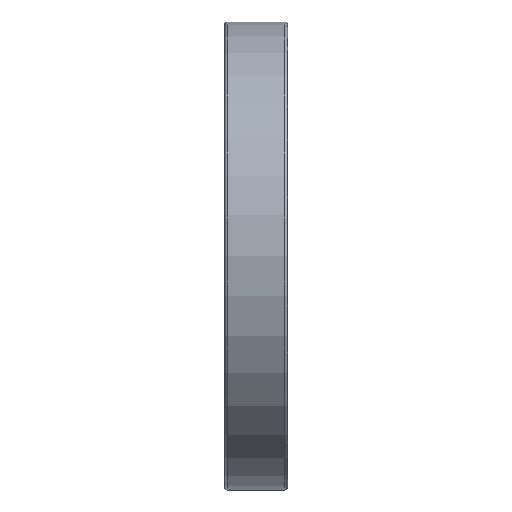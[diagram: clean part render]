
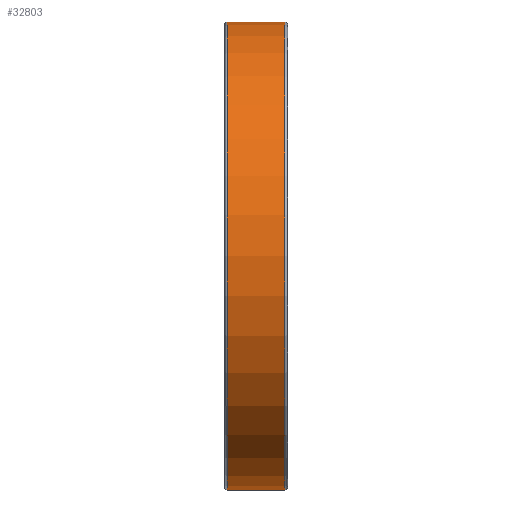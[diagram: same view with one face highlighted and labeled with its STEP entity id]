
A CAD part, top view. The second image highlights one B-rep face of the part: STEP entity #32803.
In plain terms, the highlighted cylindrical face has radius 26 mm (diameter 52 mm), a partial arc.
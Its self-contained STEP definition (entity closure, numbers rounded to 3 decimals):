
#21254=DIRECTION('',(-1.,0.,0.));
#21255=VECTOR('',#21254,6.4);
#21256=CARTESIAN_POINT('',(3.2,26.,0.));
#21257=LINE('',#21256,#21255);
#21261=DIRECTION('',(-1.,0.,0.));
#21262=VECTOR('',#21261,6.4);
#21263=CARTESIAN_POINT('',(3.2,-26.,0.));
#21264=LINE('',#21263,#21262);
#21276=CARTESIAN_POINT('',(3.2,0.,0.));
#21277=DIRECTION('',(1.,0.,0.));
#21278=DIRECTION('',(0.,1.,0.));
#21279=AXIS2_PLACEMENT_3D('',#21276,#21277,#21278);
#21284=CARTESIAN_POINT('',(-3.2,0.,0.));
#21285=DIRECTION('',(1.,0.,0.));
#21286=DIRECTION('',(0.,1.,0.));
#21287=AXIS2_PLACEMENT_3D('',#21284,#21285,#21286);
#29275=CARTESIAN_POINT('',(3.2,26.,0.));
#29276=CARTESIAN_POINT('',(-3.2,26.,0.));
#29277=VERTEX_POINT('',#29275);
#29278=VERTEX_POINT('',#29276);
#29287=CARTESIAN_POINT('',(3.2,-26.,0.));
#29288=CARTESIAN_POINT('',(-3.2,-26.,0.));
#29289=VERTEX_POINT('',#29287);
#29290=VERTEX_POINT('',#29288);
#32791=CARTESIAN_POINT('',(-3.85,0.,0.));
#32792=DIRECTION('',(1.,0.,0.));
#32793=DIRECTION('',(0.,-1.,0.));
#32794=AXIS2_PLACEMENT_3D('',#32791,#32792,#32793);
#32795=CYLINDRICAL_SURFACE('',#32794,26.);
#32796=ORIENTED_EDGE('',*,*,#32781,.F.);
#32797=ORIENTED_EDGE('',*,*,#32758,.T.);
#32798=ORIENTED_EDGE('',*,*,#32785,.T.);
#32800=ORIENTED_EDGE('',*,*,#32799,.F.);
#32801=EDGE_LOOP('',(#32796,#32797,#32798,#32800));
#32802=FACE_OUTER_BOUND('',#32801,.F.);
#21280=CIRCLE('',#21279,26.);
#21288=CIRCLE('',#21287,26.);
#32758=EDGE_CURVE('',#29277,#29289,#21280,.T.);
#32781=EDGE_CURVE('',#29277,#29278,#21257,.T.);
#32785=EDGE_CURVE('',#29289,#29290,#21264,.T.);
#32799=EDGE_CURVE('',#29278,#29290,#21288,.T.);
#32803=ADVANCED_FACE('',(#32802),#32795,.T.);
